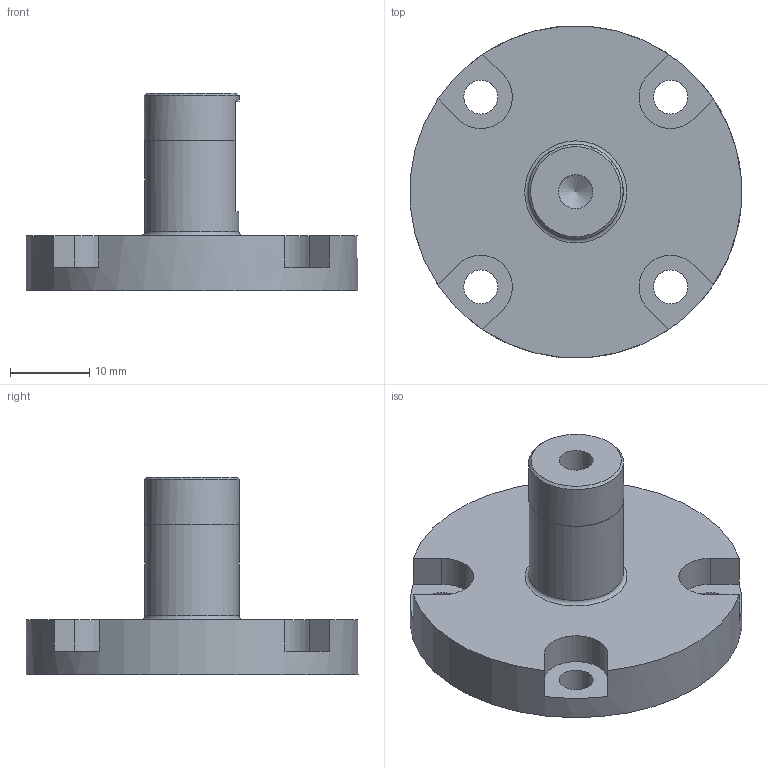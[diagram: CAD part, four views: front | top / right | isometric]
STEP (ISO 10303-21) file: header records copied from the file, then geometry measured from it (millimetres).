
FILE_DESCRIPTION(/* description */ ('STEP AP242','CAx-IF Rec.Pracs.---Representation and Presentation of Product Manufacturing Information (PMI)---4.0---2014-10-13','CAx-IF Rec.Pracs.---3D Tessellated Geometry---0.4---2014-09-14','2;1'),/* implementation_level */ '2;1');
FILE_NAME(/* name */ '66263c1e5aa91e52dd663aff',/* time_stamp */ '2024-04-22T10:29:51Z',/* author */ (''),/* organization */ (''),/* preprocessor_version */ 'ST-DEVELOPER v20',/* originating_system */ ' ',/* authorisation */ ' ');
FILE_SCHEMA (('AP242_MANAGED_MODEL_BASED_3D_ENGINEERING_MIM_LF { 1 0 10303 442 1 1 4 }'));
Length unit declared in the file: metre
Products named in the file (1): Part 1
Bounding box: 41.93 x 41.96 x 25 mm (x, y, z)
Volume: 9940.4 mm3; surface area: 4867.9 mm2
Topology: 1 solids, 1 shells, 41 faces, 107 edges, 72 vertices
Faces by surface type: plane 22, cylinder 15, cone 3, torus 1
Full cylindrical faces by diameter (mm): 4.294 x1, 4.3 x4, 6 x1, 9 x1, 11.9 x1, 12 x1, 26 x1, 42 x1
Entity records: 1156 total; most frequent: DIRECTION 208, CARTESIAN_POINT 187, ORIENTED_EDGE 164, AXIS2_PLACEMENT_3D 84, EDGE_CURVE 82, FACE_BOUND 69, EDGE_LOOP 68, VERTEX_POINT 63
